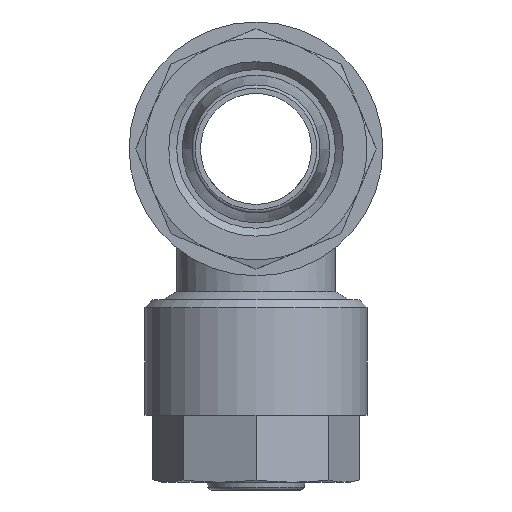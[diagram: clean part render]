
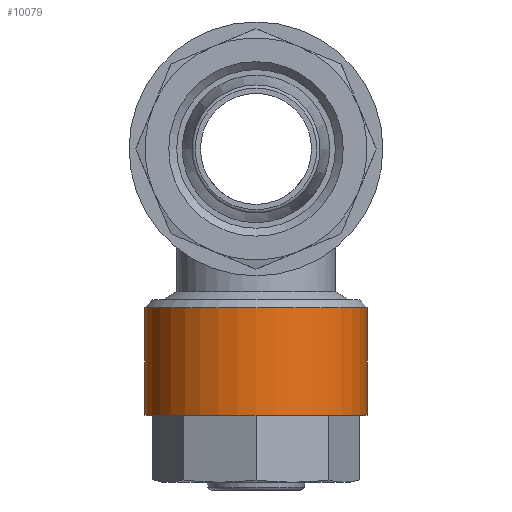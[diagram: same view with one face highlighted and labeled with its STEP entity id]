
A CAD part, left-side view. The second image highlights one B-rep face of the part: STEP entity #10079.
In plain terms, the highlighted cylindrical face has radius 7 mm (diameter 14 mm), a full revolution.
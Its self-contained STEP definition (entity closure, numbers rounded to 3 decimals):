
#3245=CYLINDRICAL_SURFACE('',#9826,7.);
#3569=ORIENTED_EDGE('',*,*,#4297,.F.);
#3570=ORIENTED_EDGE('',*,*,#4298,.T.);
#3894=CIRCLE('',#9825,7.);
#3895=CIRCLE('',#9827,7.);
#4048=VERTEX_POINT('',#5907);
#4049=VERTEX_POINT('',#5910);
#4297=EDGE_CURVE('',#4048,#4048,#3894,.T.);
#4298=EDGE_CURVE('',#4049,#4049,#3895,.T.);
#4539=EDGE_LOOP('',(#3569));
#4540=EDGE_LOOP('',(#3570));
#4751=FACE_BOUND('',#4539,.T.);
#4752=FACE_BOUND('',#4540,.T.);
#5261=DIRECTION('',(0.,1.,0.));
#5262=DIRECTION('',(0.,0.,-7.));
#5263=DIRECTION('',(0.,1.,0.));
#5264=DIRECTION('',(1.,0.,0.));
#5265=DIRECTION('',(0.,1.,0.));
#5266=DIRECTION('',(0.,0.,7.));
#5907=CARTESIAN_POINT('',(26.989,21.895,-7.));
#5908=CARTESIAN_POINT('',(26.989,21.895,0.));
#5909=CARTESIAN_POINT('',(26.989,15.095,0.));
#5910=CARTESIAN_POINT('',(26.989,15.095,7.));
#5911=CARTESIAN_POINT('',(26.989,15.095,0.));
#9825=AXIS2_PLACEMENT_3D('',#5908,#5261,#5262);
#9826=AXIS2_PLACEMENT_3D('',#5909,#5263,#5264);
#9827=AXIS2_PLACEMENT_3D('',#5911,#5265,#5266);
#10079=ADVANCED_FACE('',(#4751,#4752),#3245,.T.);
